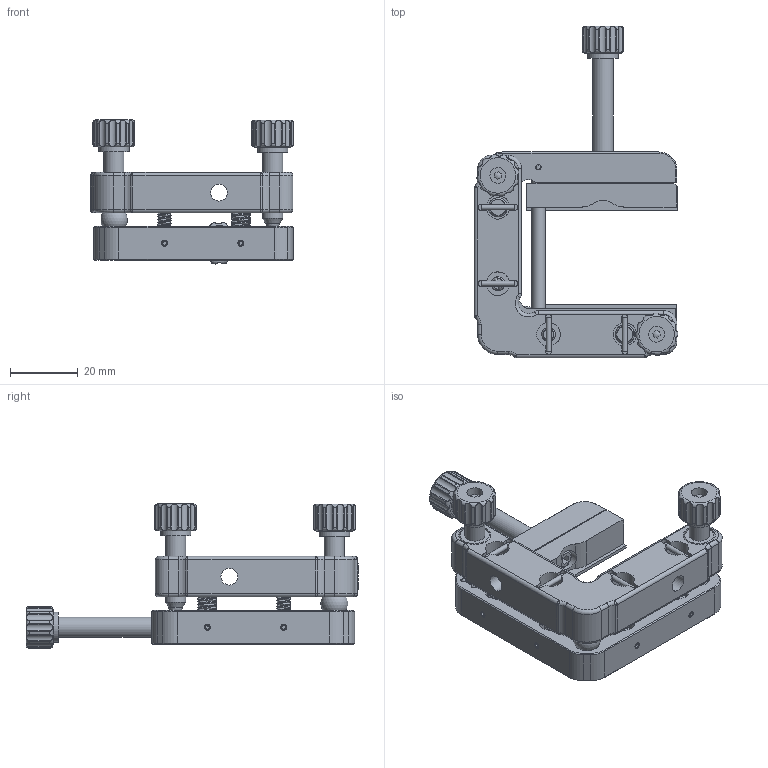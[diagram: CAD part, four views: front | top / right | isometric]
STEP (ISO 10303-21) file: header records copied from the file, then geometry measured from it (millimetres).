
FILE_DESCRIPTION (( 'STEP AP203' ), '1' );
FILE_NAME ('04SOM-1M.STEP', '2023-09-18T07:12:23', ( '' ), ( '' ), 'SwSTEP 2.0', 'SolidWorks 2022', '' );
FILE_SCHEMA (( 'CONFIG_CONTROL_DESIGN' ));
Length unit declared in the file: millimetre
Products named in the file (1): 04SOM-1M
Bounding box: 60.25 x 98.3 x 42.69 mm (x, y, z)
Surface area: 22771.6 mm2 (no closed solid volume)
Topology: 0 solids, 38 shells, 474 faces, 1346 edges, 896 vertices
Faces by surface type: cylinder 254, plane 142, torus 31, cone 26, sphere 11, bspline 10
Full cylindrical faces by diameter (mm): 1.5 x2, 1.6 x3, 1.8 x4, 4 x2, 4.7 x3, 5 x2, 6 x4, 6.5 x1, 7 x8, 8 x2, 9 x3, 9.5 x2
Entity records: 24228 total; most frequent: CARTESIAN_POINT 12591, DIRECTION 2322, ORIENTED_EDGE 2286, EDGE_CURVE 1249, AXIS2_PLACEMENT_3D 882, VERTEX_POINT 863, EDGE_LOOP 597, LINE 558
